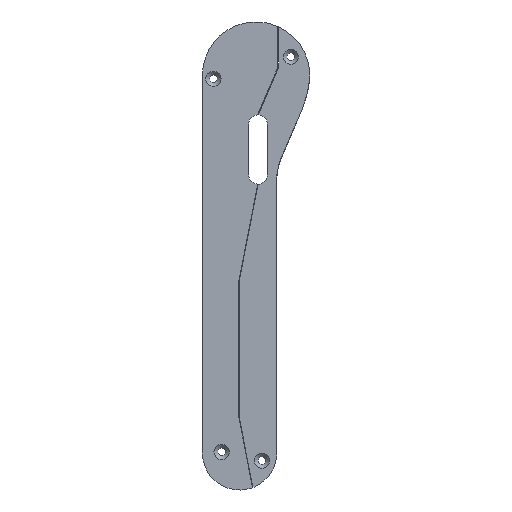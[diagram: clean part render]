
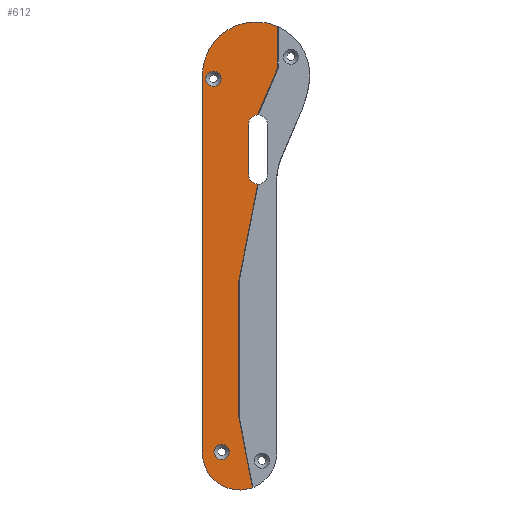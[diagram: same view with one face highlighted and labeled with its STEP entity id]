
A CAD part, left-side view. The second image highlights one B-rep face of the part: STEP entity #612.
In plain terms, the highlighted planar face has unit normal (-1, 0, 0).
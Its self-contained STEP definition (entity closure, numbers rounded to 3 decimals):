
#32=FACE_BOUND('',#95,.T.);
#33=FACE_BOUND('',#96,.T.);
#40=PLANE('',#664);
#59=FACE_OUTER_BOUND('',#94,.T.);
#94=EDGE_LOOP('',(#433,#434,#435,#436,#437,#438,#439,#440,#441,#442,#443));
#95=EDGE_LOOP('',(#444));
#96=EDGE_LOOP('',(#445));
#137=LINE('',#918,#196);
#138=LINE('',#920,#197);
#139=LINE('',#922,#198);
#140=LINE('',#926,#199);
#141=LINE('',#930,#200);
#142=LINE('',#932,#201);
#143=LINE('',#936,#202);
#196=VECTOR('',#734,10.);
#197=VECTOR('',#735,10.);
#198=VECTOR('',#736,10.);
#199=VECTOR('',#739,10.);
#200=VECTOR('',#742,10.);
#201=VECTOR('',#743,10.);
#202=VECTOR('',#746,10.);
#254=CIRCLE('',#662,2.1);
#256=CIRCLE('',#665,2.6);
#257=CIRCLE('',#666,2.6);
#258=CIRCLE('',#667,14.863);
#259=CIRCLE('',#668,10.3);
#260=CIRCLE('',#669,2.1);
#282=VERTEX_POINT('',#910);
#284=VERTEX_POINT('',#916);
#285=VERTEX_POINT('',#917);
#286=VERTEX_POINT('',#919);
#287=VERTEX_POINT('',#921);
#288=VERTEX_POINT('',#923);
#289=VERTEX_POINT('',#925);
#290=VERTEX_POINT('',#927);
#291=VERTEX_POINT('',#929);
#292=VERTEX_POINT('',#931);
#293=VERTEX_POINT('',#933);
#294=VERTEX_POINT('',#935);
#295=VERTEX_POINT('',#938);
#340=EDGE_CURVE('',#282,#282,#254,.T.);
#343=EDGE_CURVE('',#284,#285,#137,.T.);
#344=EDGE_CURVE('',#285,#286,#138,.T.);
#345=EDGE_CURVE('',#286,#287,#139,.T.);
#346=EDGE_CURVE('',#288,#287,#256,.T.);
#347=EDGE_CURVE('',#288,#289,#140,.T.);
#348=EDGE_CURVE('',#290,#289,#257,.T.);
#349=EDGE_CURVE('',#290,#291,#141,.T.);
#350=EDGE_CURVE('',#291,#292,#142,.T.);
#351=EDGE_CURVE('',#292,#293,#258,.T.);
#352=EDGE_CURVE('',#293,#294,#143,.T.);
#353=EDGE_CURVE('',#294,#284,#259,.T.);
#354=EDGE_CURVE('',#295,#295,#260,.T.);
#433=ORIENTED_EDGE('',*,*,#343,.T.);
#434=ORIENTED_EDGE('',*,*,#344,.T.);
#435=ORIENTED_EDGE('',*,*,#345,.T.);
#436=ORIENTED_EDGE('',*,*,#346,.F.);
#437=ORIENTED_EDGE('',*,*,#347,.T.);
#438=ORIENTED_EDGE('',*,*,#348,.F.);
#439=ORIENTED_EDGE('',*,*,#349,.T.);
#440=ORIENTED_EDGE('',*,*,#350,.T.);
#441=ORIENTED_EDGE('',*,*,#351,.T.);
#442=ORIENTED_EDGE('',*,*,#352,.T.);
#443=ORIENTED_EDGE('',*,*,#353,.T.);
#444=ORIENTED_EDGE('',*,*,#354,.T.);
#445=ORIENTED_EDGE('',*,*,#340,.T.);
#612=ADVANCED_FACE('',(#59,#32,#33),#40,.T.);
#662=AXIS2_PLACEMENT_3D('',#911,#727,#728);
#664=AXIS2_PLACEMENT_3D('',#915,#732,#733);
#665=AXIS2_PLACEMENT_3D('',#924,#737,#738);
#666=AXIS2_PLACEMENT_3D('',#928,#740,#741);
#667=AXIS2_PLACEMENT_3D('',#934,#744,#745);
#668=AXIS2_PLACEMENT_3D('',#937,#747,#748);
#669=AXIS2_PLACEMENT_3D('',#939,#749,#750);
#727=DIRECTION('center_axis',(1.,0.,0.));
#728=DIRECTION('ref_axis',(0.,0.,1.));
#732=DIRECTION('center_axis',(-1.,0.,0.));
#733=DIRECTION('ref_axis',(0.,0.,1.));
#734=DIRECTION('',(0.,0.191,0.982));
#735=DIRECTION('',(0.,0.,1.));
#736=DIRECTION('',(0.,-0.191,0.982));
#737=DIRECTION('center_axis',(-1.,0.,0.));
#738=DIRECTION('ref_axis',(0.,1.,0.));
#739=DIRECTION('',(0.,0.,1.));
#740=DIRECTION('center_axis',(-1.,0.,0.));
#741=DIRECTION('ref_axis',(0.,0.,1.));
#742=DIRECTION('',(0.,-0.389,0.921));
#743=DIRECTION('',(0.,0.,1.));
#744=DIRECTION('center_axis',(-1.,0.,0.));
#745=DIRECTION('ref_axis',(0.,-0.996,-0.087));
#746=DIRECTION('',(0.,0.,-1.));
#747=DIRECTION('center_axis',(-1.,0.,0.));
#748=DIRECTION('ref_axis',(0.,1.,0.));
#749=DIRECTION('center_axis',(1.,0.,0.));
#750=DIRECTION('ref_axis',(0.,0.,1.));
#910=CARTESIAN_POINT('',(-113.25,10.054,68.23));
#911=CARTESIAN_POINT('Origin',(-113.25,10.054,70.33));
#915=CARTESIAN_POINT('Origin',(-113.25,2.599,21.281));
#916=CARTESIAN_POINT('',(-113.25,-0.777,-42.909));
#917=CARTESIAN_POINT('',(-113.25,2.989,-23.53));
#918=CARTESIAN_POINT('',(-113.25,5.296,-11.666));
#919=CARTESIAN_POINT('',(-113.25,2.989,14.445));
#920=CARTESIAN_POINT('',(-113.25,2.989,-1.125));
#921=CARTESIAN_POINT('',(-113.25,-2.202,41.152));
#922=CARTESIAN_POINT('',(-113.25,2.342,17.775));
#923=CARTESIAN_POINT('',(-113.25,0.297,43.75));
#924=CARTESIAN_POINT('Origin',(-113.25,-2.303,43.75));
#925=CARTESIAN_POINT('',(-113.25,0.297,57.75));
#926=CARTESIAN_POINT('',(-113.25,0.297,43.75));
#927=CARTESIAN_POINT('',(-113.25,-2.194,60.348));
#928=CARTESIAN_POINT('Origin',(-113.25,-2.303,57.75));
#929=CARTESIAN_POINT('',(-113.25,-7.802,73.637));
#930=CARTESIAN_POINT('',(-113.25,5.165,42.909));
#931=CARTESIAN_POINT('',(-113.25,-7.802,84.83));
#932=CARTESIAN_POINT('',(-113.25,-7.802,47.459));
#933=CARTESIAN_POINT('',(-113.25,13.1,71.25));
#934=CARTESIAN_POINT('Origin',(-113.25,-1.763,71.25));
#935=CARTESIAN_POINT('',(-113.25,13.1,-33.25));
#936=CARTESIAN_POINT('',(-113.25,13.1,71.25));
#937=CARTESIAN_POINT('Origin',(-113.25,2.8,-33.25));
#938=CARTESIAN_POINT('',(-113.25,7.801,-35.104));
#939=CARTESIAN_POINT('Origin',(-113.25,7.801,-33.004));
